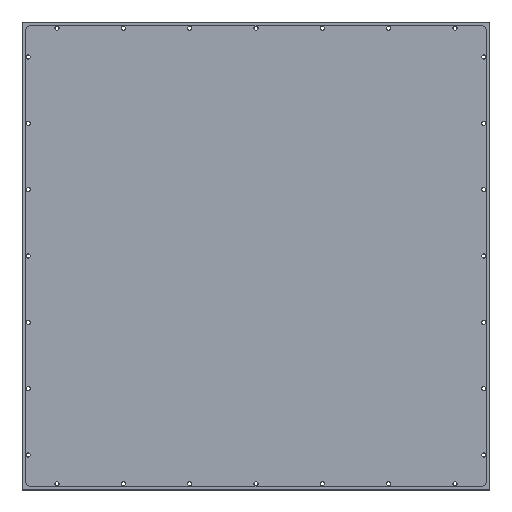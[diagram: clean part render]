
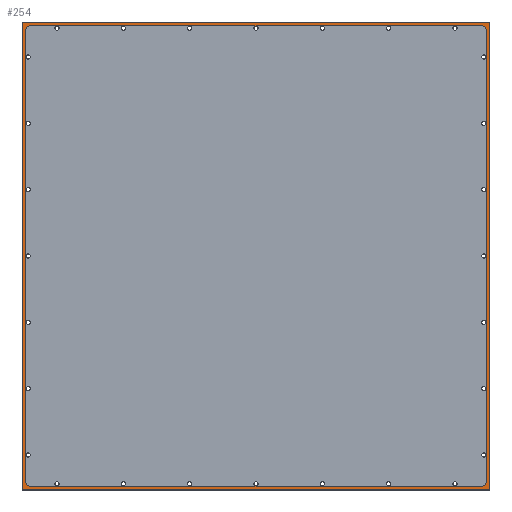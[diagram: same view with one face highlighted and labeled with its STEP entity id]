
A CAD part, top view. The second image highlights one B-rep face of the part: STEP entity #254.
In plain terms, the highlighted planar face has unit normal (0, 0, 1).
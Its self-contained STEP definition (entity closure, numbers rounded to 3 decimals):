
#1 = EDGE_CURVE ( 'NONE', #2302, #3006, #1457, .T. ) ;
#42 = ORIENTED_EDGE ( 'NONE', *, *, #1, .F. ) ;
#92 = EDGE_LOOP ( 'NONE', ( #1688, #42, #3106, #218, #1347, #2735, #1328, #1532 ) ) ;
#151 = ORIENTED_EDGE ( 'NONE', *, *, #3930, .T. ) ;
#161 = DIRECTION ( 'NONE',  ( 0., 0., 1. ) ) ;
#178 = CARTESIAN_POINT ( 'NONE',  ( 6.5, 3.1, 3. ) ) ;
#218 = ORIENTED_EDGE ( 'NONE', *, *, #952, .F. ) ;
#237 = VECTOR ( 'NONE', #829, 1000. ) ;
#249 = VERTEX_POINT ( 'NONE', #2102 ) ;
#254 = ADVANCED_FACE ( 'NONE', ( #693, #1683 ), #2392, .T. ) ;
#453 = CIRCLE ( 'NONE', #493, 3.4 ) ;
#493 = AXIS2_PLACEMENT_3D ( 'NONE', #2006, #523, #798 ) ;
#523 = DIRECTION ( 'NONE',  ( 0., 0., 1. ) ) ;
#545 = DIRECTION ( 'NONE',  ( 0., -1., 0. ) ) ;
#618 = DIRECTION ( 'NONE',  ( 1., 0., 0. ) ) ;
#668 = VERTEX_POINT ( 'NONE', #3548 ) ;
#689 = VERTEX_POINT ( 'NONE', #3843 ) ;
#693 = FACE_BOUND ( 'NONE', #92, .T. ) ;
#755 = AXIS2_PLACEMENT_3D ( 'NONE', #1420, #3833, #3475 ) ;
#798 = DIRECTION ( 'NONE',  ( 1., 0., 0. ) ) ;
#806 = VERTEX_POINT ( 'NONE', #3894 ) ;
#812 = VECTOR ( 'NONE', #2948, 1000. ) ;
#824 = VECTOR ( 'NONE', #2797, 1000. ) ;
#829 = DIRECTION ( 'NONE',  ( 0., 1., 0. ) ) ;
#914 = LINE ( 'NONE', #1273, #3407 ) ;
#918 = CIRCLE ( 'NONE', #1169, 3.4 ) ;
#952 = EDGE_CURVE ( 'NONE', #689, #1743, #1588, .T. ) ;
#1031 = CARTESIAN_POINT ( 'NONE',  ( 381., 0., 3. ) ) ;
#1118 = CARTESIAN_POINT ( 'NONE',  ( 0., 381., 3. ) ) ;
#1131 = CARTESIAN_POINT ( 'NONE',  ( 377.9, 6.5, 3. ) ) ;
#1157 = ORIENTED_EDGE ( 'NONE', *, *, #3739, .T. ) ;
#1169 = AXIS2_PLACEMENT_3D ( 'NONE', #2582, #161, #2038 ) ;
#1227 = EDGE_CURVE ( 'NONE', #806, #2602, #2109, .T. ) ;
#1230 = DIRECTION ( 'NONE',  ( 1., 0., 0. ) ) ;
#1273 = CARTESIAN_POINT ( 'NONE',  ( 381., 381., 3. ) ) ;
#1328 = ORIENTED_EDGE ( 'NONE', *, *, #3496, .F. ) ;
#1347 = ORIENTED_EDGE ( 'NONE', *, *, #3202, .F. ) ;
#1371 = LINE ( 'NONE', #3262, #237 ) ;
#1420 = CARTESIAN_POINT ( 'NONE',  ( 6.5, 6.5, 3. ) ) ;
#1424 = AXIS2_PLACEMENT_3D ( 'NONE', #1817, #3933, #618 ) ;
#1439 = VECTOR ( 'NONE', #2152, 1000. ) ;
#1457 = LINE ( 'NONE', #178, #2126 ) ;
#1518 = CARTESIAN_POINT ( 'NONE',  ( 0., 0., 3. ) ) ;
#1519 = ORIENTED_EDGE ( 'NONE', *, *, #3849, .T. ) ;
#1532 = ORIENTED_EDGE ( 'NONE', *, *, #3347, .F. ) ;
#1588 = LINE ( 'NONE', #2511, #824 ) ;
#1589 = DIRECTION ( 'NONE',  ( 0., 0., 1. ) ) ;
#1610 = LINE ( 'NONE', #1518, #1942 ) ;
#1622 = CARTESIAN_POINT ( 'NONE',  ( 6.5, 377.9, 3. ) ) ;
#1672 = EDGE_LOOP ( 'NONE', ( #1519, #151, #1157, #3723 ) ) ;
#1683 = FACE_OUTER_BOUND ( 'NONE', #1672, .T. ) ;
#1688 = ORIENTED_EDGE ( 'NONE', *, *, #2649, .F. ) ;
#1729 = CARTESIAN_POINT ( 'NONE',  ( 0., 381., 3. ) ) ;
#1736 = CARTESIAN_POINT ( 'NONE',  ( 374.5, 377.9, 3. ) ) ;
#1743 = VERTEX_POINT ( 'NONE', #2700 ) ;
#1817 = CARTESIAN_POINT ( 'NONE',  ( 0., 0., 3. ) ) ;
#1868 = CIRCLE ( 'NONE', #2260, 3.4 ) ;
#1942 = VECTOR ( 'NONE', #1230, 1000. ) ;
#1998 = DIRECTION ( 'NONE',  ( 1., 0., 0. ) ) ;
#2005 = VERTEX_POINT ( 'NONE', #1031 ) ;
#2006 = CARTESIAN_POINT ( 'NONE',  ( 374.5, 6.5, 3. ) ) ;
#2035 = VECTOR ( 'NONE', #545, 1000. ) ;
#2038 = DIRECTION ( 'NONE',  ( -1., 0., 0. ) ) ;
#2039 = VERTEX_POINT ( 'NONE', #1736 ) ;
#2072 = CARTESIAN_POINT ( 'NONE',  ( 6.5, 377.9, 3. ) ) ;
#2102 = CARTESIAN_POINT ( 'NONE',  ( 377.9, 374.5, 3. ) ) ;
#2109 = LINE ( 'NONE', #3000, #1439 ) ;
#2126 = VECTOR ( 'NONE', #1998, 1000. ) ;
#2152 = DIRECTION ( 'NONE',  ( -1., 0., 0. ) ) ;
#2260 = AXIS2_PLACEMENT_3D ( 'NONE', #2503, #1589, #3678 ) ;
#2302 = VERTEX_POINT ( 'NONE', #3932 ) ;
#2392 = PLANE ( 'NONE',  #1424 ) ;
#2492 = CARTESIAN_POINT ( 'NONE',  ( 374.5, 3.1, 3. ) ) ;
#2503 = CARTESIAN_POINT ( 'NONE',  ( 374.5, 374.5, 3. ) ) ;
#2511 = CARTESIAN_POINT ( 'NONE',  ( 3.1, 6.5, 3. ) ) ;
#2582 = CARTESIAN_POINT ( 'NONE',  ( 6.5, 374.5, 3. ) ) ;
#2593 = CIRCLE ( 'NONE', #755, 3.4 ) ;
#2602 = VERTEX_POINT ( 'NONE', #1729 ) ;
#2649 = EDGE_CURVE ( 'NONE', #3006, #3777, #453, .T. ) ;
#2700 = CARTESIAN_POINT ( 'NONE',  ( 3.1, 6.5, 3. ) ) ;
#2735 = ORIENTED_EDGE ( 'NONE', *, *, #3417, .F. ) ;
#2797 = DIRECTION ( 'NONE',  ( 0., -1., 0. ) ) ;
#2811 = LINE ( 'NONE', #1118, #2035 ) ;
#2948 = DIRECTION ( 'NONE',  ( -1., 0., 0. ) ) ;
#3000 = CARTESIAN_POINT ( 'NONE',  ( 0., 381., 3. ) ) ;
#3006 = VERTEX_POINT ( 'NONE', #2492 ) ;
#3106 = ORIENTED_EDGE ( 'NONE', *, *, #3196, .F. ) ;
#3158 = LINE ( 'NONE', #2072, #812 ) ;
#3196 = EDGE_CURVE ( 'NONE', #1743, #2302, #2593, .T. ) ;
#3202 = EDGE_CURVE ( 'NONE', #3536, #689, #918, .T. ) ;
#3262 = CARTESIAN_POINT ( 'NONE',  ( 377.9, 6.5, 3. ) ) ;
#3347 = EDGE_CURVE ( 'NONE', #3777, #249, #1371, .T. ) ;
#3380 = DIRECTION ( 'NONE',  ( 0., 1., 0. ) ) ;
#3407 = VECTOR ( 'NONE', #3380, 1000. ) ;
#3417 = EDGE_CURVE ( 'NONE', #2039, #3536, #3158, .T. ) ;
#3475 = DIRECTION ( 'NONE',  ( -1., 0., 0. ) ) ;
#3496 = EDGE_CURVE ( 'NONE', #249, #2039, #1868, .T. ) ;
#3536 = VERTEX_POINT ( 'NONE', #1622 ) ;
#3548 = CARTESIAN_POINT ( 'NONE',  ( 0., 0., 3. ) ) ;
#3678 = DIRECTION ( 'NONE',  ( -1., 0., 0. ) ) ;
#3723 = ORIENTED_EDGE ( 'NONE', *, *, #1227, .T. ) ;
#3739 = EDGE_CURVE ( 'NONE', #2005, #806, #914, .T. ) ;
#3777 = VERTEX_POINT ( 'NONE', #1131 ) ;
#3833 = DIRECTION ( 'NONE',  ( 0., 0., 1. ) ) ;
#3843 = CARTESIAN_POINT ( 'NONE',  ( 3.1, 374.5, 3. ) ) ;
#3849 = EDGE_CURVE ( 'NONE', #2602, #668, #2811, .T. ) ;
#3894 = CARTESIAN_POINT ( 'NONE',  ( 381., 381., 3. ) ) ;
#3930 = EDGE_CURVE ( 'NONE', #668, #2005, #1610, .T. ) ;
#3932 = CARTESIAN_POINT ( 'NONE',  ( 6.5, 3.1, 3. ) ) ;
#3933 = DIRECTION ( 'NONE',  ( 0., 0., 1. ) ) ;
